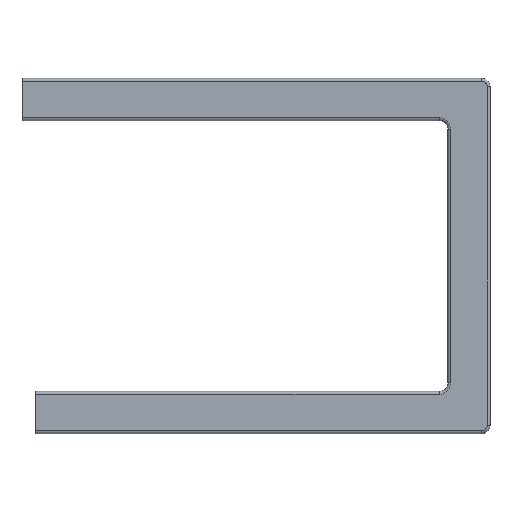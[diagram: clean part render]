
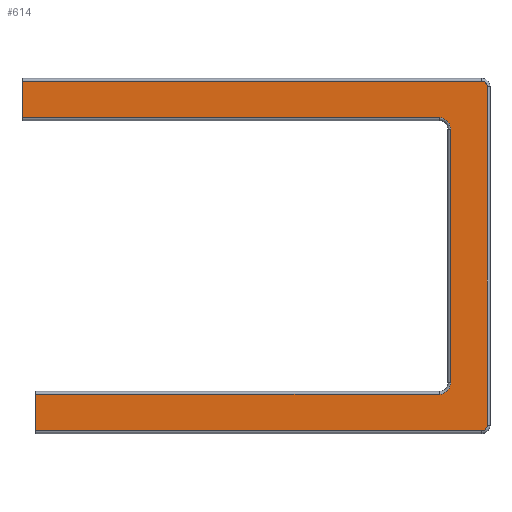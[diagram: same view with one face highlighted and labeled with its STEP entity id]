
A CAD part, top view. The second image highlights one B-rep face of the part: STEP entity #614.
In plain terms, the highlighted planar face has unit normal (0, 0, 1).
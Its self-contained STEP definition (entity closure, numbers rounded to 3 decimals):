
#30=PLANE('',#696);
#70=FACE_OUTER_BOUND('',#106,.T.);
#106=EDGE_LOOP('',(#515,#516,#517,#518,#519,#520,#521,#522,#523,#524,#525,
#526));
#118=LINE('',#904,#172);
#119=LINE('',#915,#173);
#121=LINE('',#927,#175);
#132=LINE('',#953,#186);
#138=LINE('',#971,#192);
#139=LINE('',#982,#193);
#141=LINE('',#991,#195);
#159=LINE('',#1050,#213);
#172=VECTOR('',#712,10.);
#173=VECTOR('',#725,10.);
#175=VECTOR('',#739,10.);
#186=VECTOR('',#766,10.);
#192=VECTOR('',#780,10.);
#193=VECTOR('',#793,10.);
#195=VECTOR('',#805,10.);
#213=VECTOR('',#871,10.);
#228=CIRCLE('',#640,4.);
#232=CIRCLE('',#646,4.);
#241=CIRCLE('',#664,2.);
#245=CIRCLE('',#670,2.);
#257=VERTEX_POINT('',#897);
#260=VERTEX_POINT('',#902);
#262=VERTEX_POINT('',#907);
#264=VERTEX_POINT('',#913);
#266=VERTEX_POINT('',#919);
#268=VERTEX_POINT('',#925);
#275=VERTEX_POINT('',#952);
#280=VERTEX_POINT('',#964);
#283=VERTEX_POINT('',#969);
#285=VERTEX_POINT('',#974);
#287=VERTEX_POINT('',#980);
#289=VERTEX_POINT('',#986);
#316=EDGE_CURVE('',#260,#257,#118,.T.);
#318=EDGE_CURVE('',#262,#260,#228,.T.);
#321=EDGE_CURVE('',#264,#262,#119,.T.);
#324=EDGE_CURVE('',#266,#264,#232,.T.);
#327=EDGE_CURVE('',#268,#266,#121,.T.);
#340=EDGE_CURVE('',#275,#257,#132,.T.);
#349=EDGE_CURVE('',#283,#280,#138,.T.);
#351=EDGE_CURVE('',#285,#283,#241,.T.);
#354=EDGE_CURVE('',#287,#285,#139,.T.);
#357=EDGE_CURVE('',#289,#287,#245,.T.);
#359=EDGE_CURVE('',#275,#289,#141,.T.);
#387=EDGE_CURVE('',#268,#280,#159,.T.);
#515=ORIENTED_EDGE('',*,*,#327,.F.);
#516=ORIENTED_EDGE('',*,*,#387,.T.);
#517=ORIENTED_EDGE('',*,*,#349,.F.);
#518=ORIENTED_EDGE('',*,*,#351,.F.);
#519=ORIENTED_EDGE('',*,*,#354,.F.);
#520=ORIENTED_EDGE('',*,*,#357,.F.);
#521=ORIENTED_EDGE('',*,*,#359,.F.);
#522=ORIENTED_EDGE('',*,*,#340,.T.);
#523=ORIENTED_EDGE('',*,*,#316,.F.);
#524=ORIENTED_EDGE('',*,*,#318,.F.);
#525=ORIENTED_EDGE('',*,*,#321,.F.);
#526=ORIENTED_EDGE('',*,*,#324,.F.);
#614=ADVANCED_FACE('',(#70),#30,.T.);
#640=AXIS2_PLACEMENT_3D('',#909,#717,#718);
#646=AXIS2_PLACEMENT_3D('',#921,#731,#732);
#664=AXIS2_PLACEMENT_3D('',#976,#785,#786);
#670=AXIS2_PLACEMENT_3D('',#988,#799,#800);
#696=AXIS2_PLACEMENT_3D('',#1049,#869,#870);
#712=DIRECTION('',(-1.,0.,0.));
#717=DIRECTION('center_axis',(0.,0.,1.));
#718=DIRECTION('ref_axis',(0.707,0.707,0.));
#725=DIRECTION('',(0.,1.,0.));
#731=DIRECTION('center_axis',(0.,0.,1.));
#732=DIRECTION('ref_axis',(0.707,-0.707,0.));
#739=DIRECTION('',(1.,0.,0.));
#766=DIRECTION('',(0.,-1.,0.));
#780=DIRECTION('',(-1.,0.,0.));
#785=DIRECTION('center_axis',(0.,0.,-1.));
#786=DIRECTION('ref_axis',(0.707,-0.707,0.));
#793=DIRECTION('',(0.,-1.,0.));
#799=DIRECTION('center_axis',(0.,0.,-1.));
#800=DIRECTION('ref_axis',(0.707,0.707,0.));
#805=DIRECTION('',(1.,0.,0.));
#869=DIRECTION('center_axis',(0.,0.,1.));
#870=DIRECTION('ref_axis',(1.,0.,0.));
#871=DIRECTION('',(0.,-1.,0.));
#897=CARTESIAN_POINT('',(229.125,1.475,9.));
#902=CARTESIAN_POINT('',(377.388,1.475,9.));
#904=CARTESIAN_POINT('',(270.691,1.475,9.));
#907=CARTESIAN_POINT('',(381.388,-2.525,9.));
#909=CARTESIAN_POINT('Origin',(377.388,-2.525,9.));
#913=CARTESIAN_POINT('',(381.388,-92.725,9.));
#915=CARTESIAN_POINT('',(381.388,-25.075,9.));
#919=CARTESIAN_POINT('',(377.388,-96.725,9.));
#921=CARTESIAN_POINT('Origin',(377.388,-92.725,9.));
#925=CARTESIAN_POINT('',(233.888,-96.725,9.));
#927=CARTESIAN_POINT('',(344.822,-96.725,9.));
#952=CARTESIAN_POINT('',(229.125,14.475,9.));
#953=CARTESIAN_POINT('',(229.125,15.475,9.));
#964=CARTESIAN_POINT('',(233.888,-109.725,9.));
#969=CARTESIAN_POINT('',(392.388,-109.725,9.));
#971=CARTESIAN_POINT('',(273.072,-109.725,9.));
#974=CARTESIAN_POINT('',(394.388,-107.725,9.));
#976=CARTESIAN_POINT('Origin',(392.388,-107.725,9.));
#980=CARTESIAN_POINT('',(394.388,12.475,9.));
#982=CARTESIAN_POINT('',(394.388,-77.675,9.));
#986=CARTESIAN_POINT('',(392.388,14.475,9.));
#988=CARTESIAN_POINT('Origin',(392.388,12.475,9.));
#991=CARTESIAN_POINT('',(352.322,14.475,9.));
#1049=CARTESIAN_POINT('Origin',(312.257,-47.625,9.));
#1050=CARTESIAN_POINT('',(233.888,-56.625,9.));
